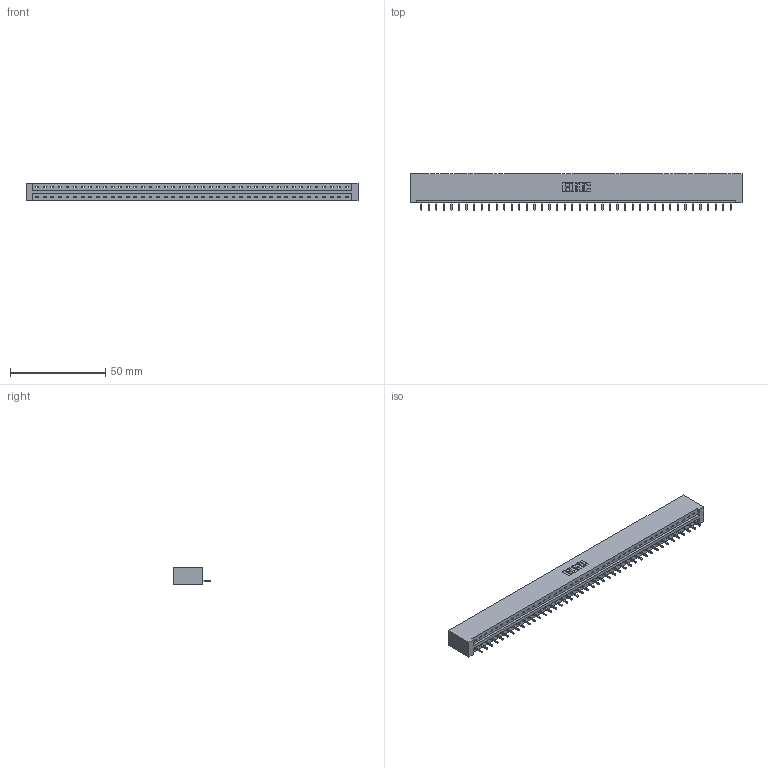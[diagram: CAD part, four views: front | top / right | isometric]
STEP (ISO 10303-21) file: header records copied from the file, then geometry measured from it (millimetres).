
FILE_DESCRIPTION (( 'STEP AP203' ), '1' );
FILE_NAME ('337-042-521-101.STEP', '2018-08-08T23:11:28', ( '' ), ( '' ), 'SwSTEP 2.0', 'SolidWorks 2016', '' );
FILE_SCHEMA (( 'CONFIG_CONTROL_DESIGN' ));
Length unit declared in the file: inch
Products named in the file (3): 337 Part_No Mounting Lugs; 345-292-001_345-293-121; 337-042-521-101
Assembly tree (43 placements, depth 2):
  337-042-521-101
    337 Part_No Mounting Lugs
    345-292-001_345-293-121  x42
Bounding box: 174.29 x 19.06 x 9.4 mm (x, y, z)
Volume: 18734.2 mm3; surface area: 18833.9 mm2
Topology: 43 solids, 43 shells, 2710 faces, 8183 edges, 5398 vertices
Faces by surface type: plane 1998, cylinder 712
Entity records: 30961 total; most frequent: CARTESIAN_POINT 5400, ORIENTED_EDGE 5378, DIRECTION 4537, EDGE_CURVE 2689, LINE 2569, VECTOR 2569, VERTEX_POINT 1790, AXIS2_PLACEMENT_3D 984
